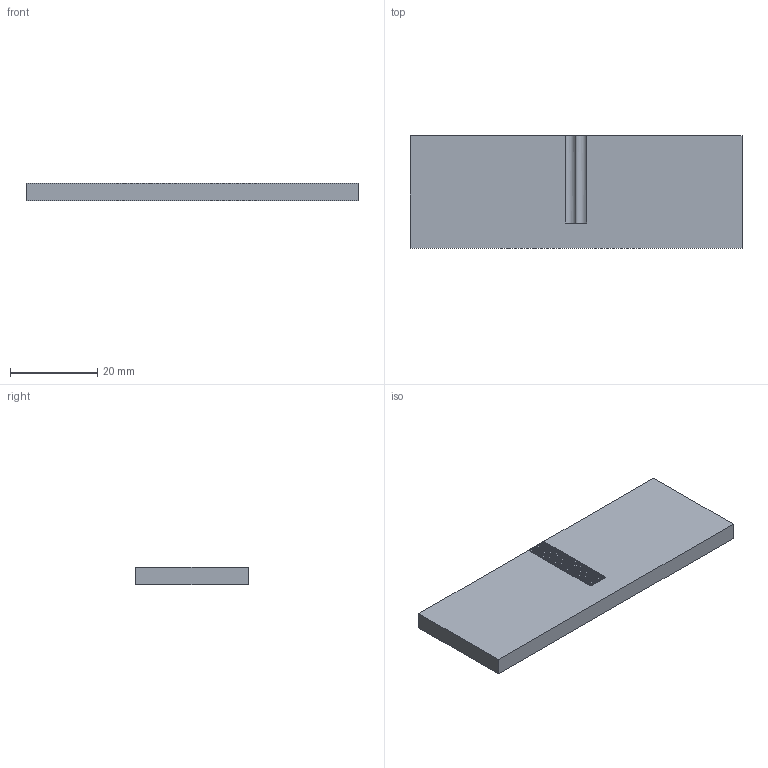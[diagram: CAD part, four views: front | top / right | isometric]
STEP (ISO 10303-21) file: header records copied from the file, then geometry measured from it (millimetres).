
FILE_DESCRIPTION(/* description */ (''),/* implementation_level */ '2;1');
FILE_NAME(/* name */ '00_chipnano_waveguide_slidsize.ipt.step',/* time_stamp */ '2022-11-29T07:37:40+01:00',/* author */ ('diederichbenedict'),/* organization */ (''),/* preprocessor_version */ 'ST-DEVELOPER v18.1',/* originating_system */ 'Autodesk Inventor 2022',/* authorisation */ '');
FILE_SCHEMA (('AUTOMOTIVE_DESIGN { 1 0 10303 214 3 1 1 }'));
Length unit declared in the file: millimetre
Products named in the file (1): 00_chipnano_waveguide_slidsize
Bounding box: 76 x 25.8 x 4 mm (x, y, z)
Volume: 7712.8 mm3; surface area: 5100.2 mm2
Topology: 1 solids, 1 shells, 91 faces, 188 edges, 79 vertices
Faces by surface type: plane 49, cylinder 42
Entity records: 2354 total; most frequent: DIRECTION 475, ORIENTED_EDGE 376, CARTESIAN_POINT 359, AXIS2_PLACEMENT_3D 195, EDGE_CURVE 188, CIRCLE 103, FACE_OUTER_BOUND 91, EDGE_LOOP 91
